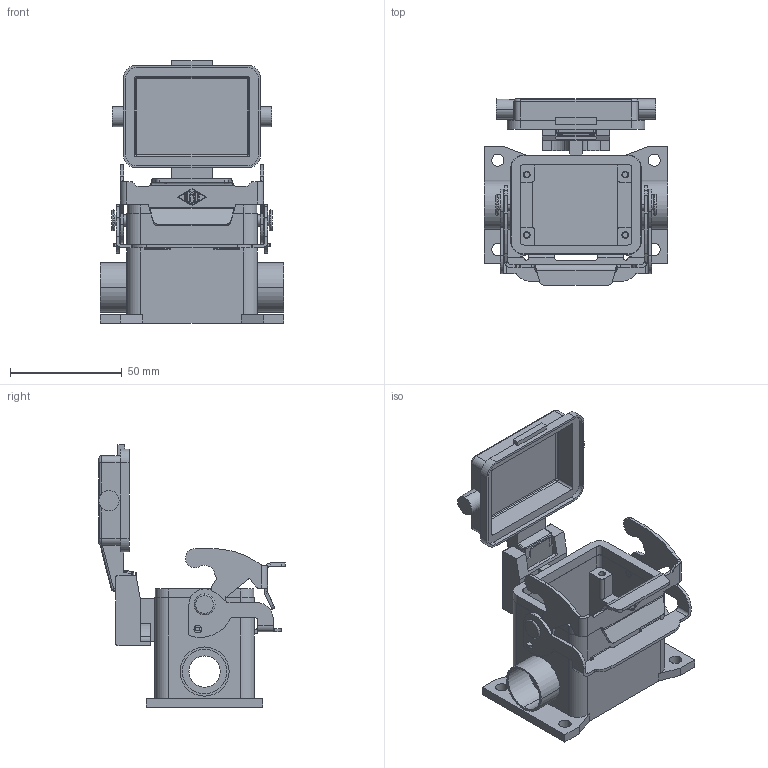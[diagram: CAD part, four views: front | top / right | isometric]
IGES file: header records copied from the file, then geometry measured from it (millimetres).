
Global section: file name: No Iges File Name specified; native system: AutoDesk Inventor R6.1; preprocessor: AutoDesk Inventor Iges Exporter R6.1; author: No Author specified; organization: No Organization specified; date: 20070105.090035; units: millimetre
Bounding box: 82 x 83.23 x 117.5 mm (x, y, z)
Volume: 88740.3 mm3; surface area: 56161.8 mm2
Topology: 4 solids, 4 shells, 587 faces, 1575 edges, 1022 vertices
Faces by surface type: plane 228, bspline 147, cylinder 103, revolution 93, torus 10, sphere 4, cone 2
